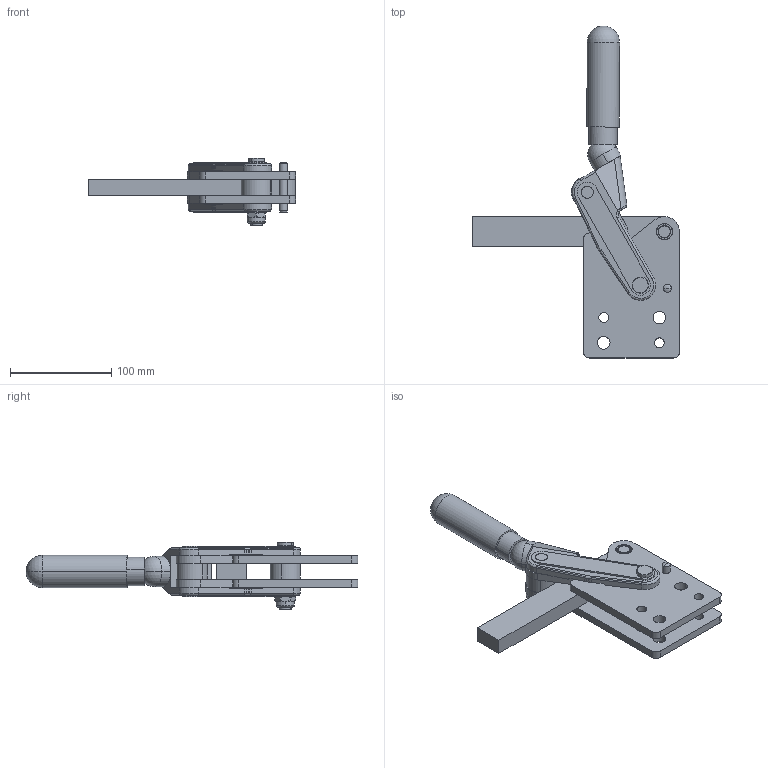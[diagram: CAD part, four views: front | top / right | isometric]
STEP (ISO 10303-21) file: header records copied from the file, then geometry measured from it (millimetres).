
FILE_DESCRIPTION((''),'2;1');
FILE_NAME('626.1.stp','2005-09-01T12:20:14',('CAD'),(''),'Autodesk Inventor 8','Autodesk Inventor 8','');
FILE_SCHEMA(('AUTOMOTIVE_DESIGN { 1 0 10303 214 1 1 1 1 }'));
Length unit declared in the file: millimetre
Products named in the file (1): Part6
Bounding box: 205 x 328.63 x 67 mm (x, y, z)
Volume: 571335.2 mm3; surface area: 128894.8 mm2
Topology: 11 solids, 11 shells, 2185 faces, 6027 edges, 3968 vertices
Faces by surface type: plane 1467, cylinder 574, cone 122, bspline 12, sphere 8, torus 2
Entity records: 70240 total; most frequent: CARTESIAN_POINT 17384, ORIENTED_EDGE 12040, DIRECTION 10438, EDGE_CURVE 6020, VERTEX_POINT 3967, AXIS2_PLACEMENT_3D 3811, VECTOR 2816, LINE 2816
